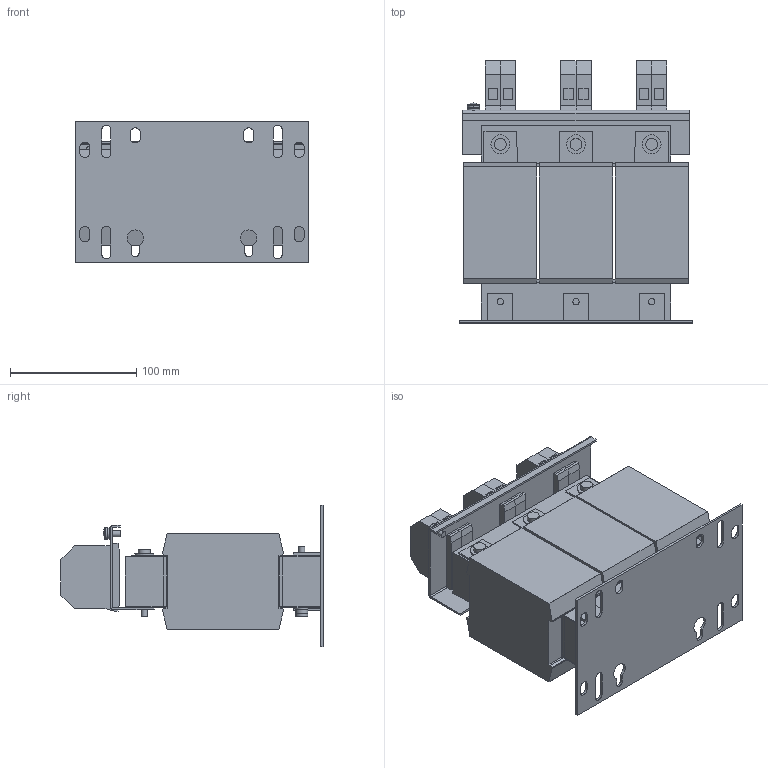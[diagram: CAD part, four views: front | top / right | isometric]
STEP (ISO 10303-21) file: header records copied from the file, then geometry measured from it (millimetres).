
FILE_DESCRIPTION (( 'STEP AP214' ), '1' );
FILE_NAME ('151415.STEP', '2023-03-21T10:25:52', ( '' ), ( '' ), 'SwSTEP 2.0', 'SolidWorks 2018', '' );
FILE_SCHEMA (( 'AUTOMOTIVE_DESIGN' ));
Length unit declared in the file: millimetre
Products named in the file (1): 151415
Bounding box: 185 x 208 x 112 mm (x, y, z)
Volume: 1828485 mm3; surface area: 224570.1 mm2
Topology: 1 solids, 1 shells, 620 faces, 1594 edges, 1029 vertices
Faces by surface type: plane 490, cylinder 126, sphere 2, torus 2
Entity records: 18666 total; most frequent: CARTESIAN_POINT 3244, ORIENTED_EDGE 3188, DIRECTION 3098, EDGE_CURVE 1594, VECTOR 1332, LINE 1332, VERTEX_POINT 1029, AXIS2_PLACEMENT_3D 883
